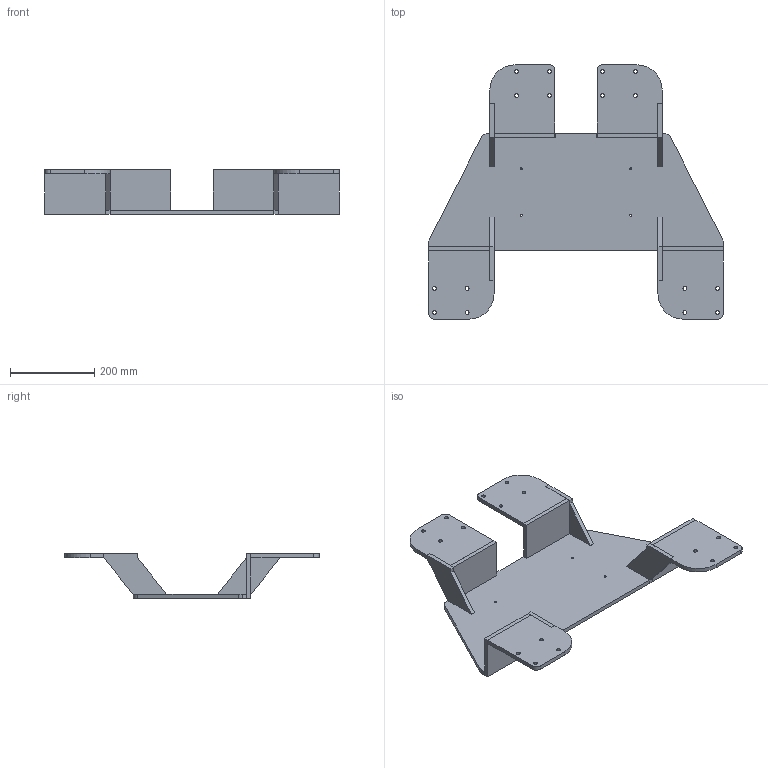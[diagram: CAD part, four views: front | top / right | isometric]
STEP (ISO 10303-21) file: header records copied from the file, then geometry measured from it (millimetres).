
FILE_DESCRIPTION(('STEP AP203'),'1');
FILE_NAME('02_D_chariot.step','2022-02-17T14:23:52',(' '),(' '),'Spatial InterOp 3D',' ',' ');
FILE_SCHEMA(('CONFIG_CONTROL_DESIGN'));
Length unit declared in the file: millimetre
Products named in the file (1): 1
Bounding box: 700 x 605 x 107 mm (x, y, z)
Volume: 3435966.6 mm3; surface area: 777161.3 mm2
Topology: 13 solids, 13 shells, 156 faces, 394 edges, 264 vertices
Faces by surface type: plane 124, cylinder 32
Full cylindrical faces by diameter (mm): 5 x4, 9 x16
Entity records: 4690 total; most frequent: CARTESIAN_POINT 799, DIRECTION 772, ORIENTED_EDGE 740, EDGE_CURVE 370, LINE 306, VECTOR 306, VERTEX_POINT 260, AXIS2_PLACEMENT_3D 233
